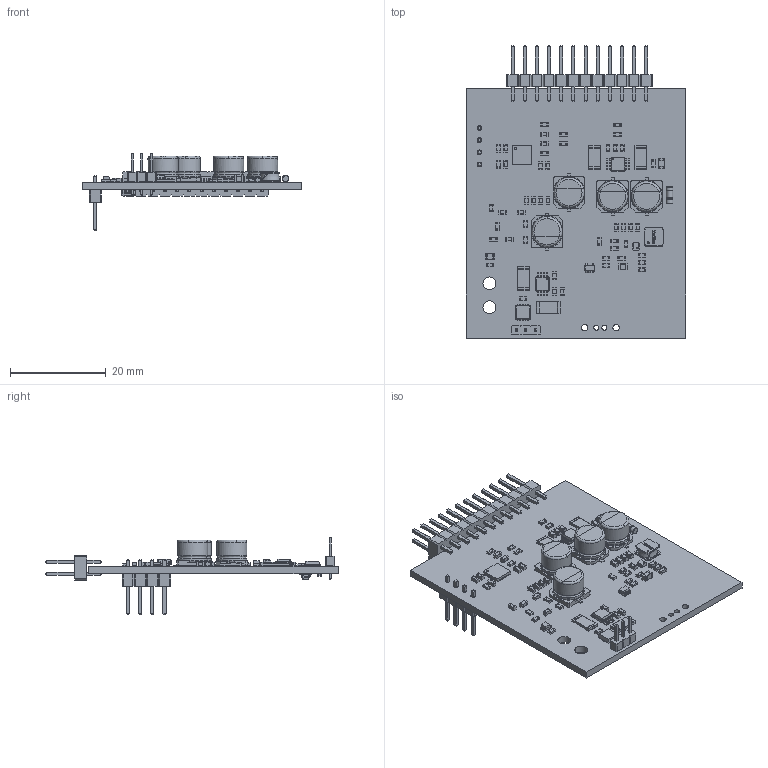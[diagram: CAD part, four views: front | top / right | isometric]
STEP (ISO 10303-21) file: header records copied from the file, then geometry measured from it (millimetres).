
FILE_DESCRIPTION(('KiCad electronic assembly'),'2;1');
FILE_NAME('SupplyBoard_v1.step','2025-02-23T20:55:28',('Pcbnew'),( 'Kicad'),'Open CASCADE STEP processor 7.6','KiCad to STEP converter' ,'Unknown');
FILE_SCHEMA(('AUTOMOTIVE_DESIGN { 1 0 10303 214 1 1 1 1 }'));
Length unit declared in the file: millimetre
Products named in the file (26): SupplyBoard_v1 1; PowerPAK3333; Part 1; Part 2; Part 3; Part 4; Part 5; Chip; R_0603_1608Metric; VSSOP-8_3.0x3.0mm_P0.65mm; C_0603_1608Metric; CP_Elec_6.3x5.4; L_Wurth_WE-LQSH-4020; R_2010_5025Metric; PinHeader_1x03_P2.00mm_Vertical; LED_0805_2012Metric; D_MiniMELF; C_0805_2012Metric; QFN-28-1EP_4x4mm_P0.4mm_EP2.4x2.4mm; SOT-353_SC-70-5; SOT-563; SOT-23; PinHeader_2x12_P2.54mm_Vertical; PinHeader_1x04_P2.54mm_Vertical; SupplyBoard_v1_PCB
Assembly tree (81 placements, depth 3):
  SupplyBoard_v1 1
    PowerPAK3333
      Part 1
      Part 2
      Part 3
      Part 4
      Part 5
      Chip
    R_0603_1608Metric  x21
    VSSOP-8_3.0x3.0mm_P0.65mm  x2
    C_0603_1608Metric  x29
    CP_Elec_6.3x5.4  x4
    L_Wurth_WE-LQSH-4020
      L_Wurth_WE-LQSH-4020
    R_2010_5025Metric  x4
    PinHeader_1x03_P2.00mm_Vertical
    LED_0805_2012Metric  x2
    D_MiniMELF
    C_0805_2012Metric
    QFN-28-1EP_4x4mm_P0.4mm_EP2.4x2.4mm
    SOT-353_SC-70-5
    SOT-563
    SOT-23
    PinHeader_2x12_P2.54mm_Vertical
    PinHeader_1x04_P2.54mm_Vertical
    SupplyBoard_v1_PCB
Bounding box: 46.02 x 61.14 x 16.22 mm (x, y, z)
Volume: 5008.3 mm3; surface area: 8172.5 mm2
Topology: 84 solids, 84 shells, 3423 faces, 8654 edges, 5549 vertices
Faces by surface type: plane 2465, cylinder 778, bspline 155, torus 19, revolution 6
Full cylindrical faces by diameter (mm): 0.1 x4, 0.25 x3, 0.4 x1, 0.5 x1, 0.8 x3, 1 x4, 1.05 x2, 1.35 x4, 1.4 x3, 2 x2, 2.7 x2, 6.3 x8
Entity records: 51979 total; most frequent: CARTESIAN_POINT 11116, ORIENTED_EDGE 8458, DIRECTION 7813, EDGE_CURVE 4229, LINE 3678, VECTOR 3678, VERTEX_POINT 2662, AXIS2_PLACEMENT_3D 2066
